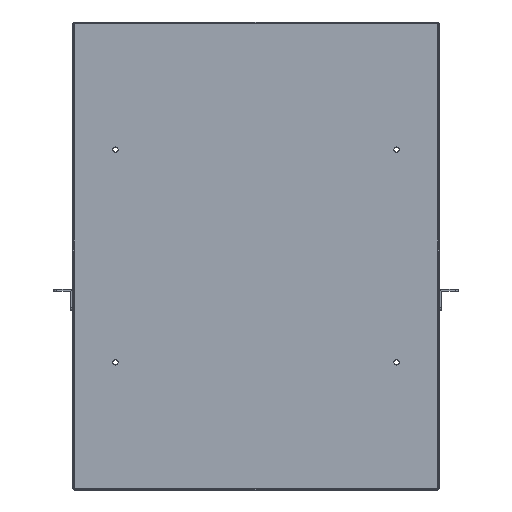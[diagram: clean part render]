
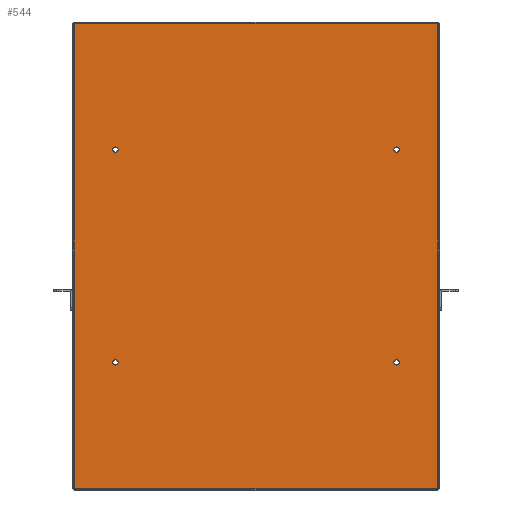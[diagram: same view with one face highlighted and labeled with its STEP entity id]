
A CAD part, top view. The second image highlights one B-rep face of the part: STEP entity #544.
In plain terms, the highlighted planar face has unit normal (0, 0, 1).
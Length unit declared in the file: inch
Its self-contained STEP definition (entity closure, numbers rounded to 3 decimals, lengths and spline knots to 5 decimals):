
#17 = FACE_BOUND ( 'NONE', #2956, .T. ) ;
#27 = EDGE_LOOP ( 'NONE', ( #3030 ) ) ;
#85 = AXIS2_PLACEMENT_3D ( 'NONE', #1209, #607, #540 ) ;
#137 = EDGE_LOOP ( 'NONE', ( #348, #2295, #1651, #3393 ) ) ;
#169 = LINE ( 'NONE', #3736, #1075 ) ;
#317 = EDGE_CURVE ( 'NONE', #1944, #1944, #1768, .T. ) ;
#344 = CARTESIAN_POINT ( 'NONE',  ( 8.53923, 10.91423, 0.057 ) ) ;
#348 = ORIENTED_EDGE ( 'NONE', *, *, #2192, .T. ) ;
#368 = DIRECTION ( 'NONE',  ( 0., 0., -1. ) ) ;
#447 = CIRCLE ( 'NONE', #2396, 0.125 ) ;
#501 = EDGE_LOOP ( 'NONE', ( #2692 ) ) ;
#540 = DIRECTION ( 'NONE',  ( 1., 0., 0. ) ) ;
#544 = ADVANCED_FACE ( 'NONE', ( #1358, #3855, #2900, #2285, #17 ), #3288, .T. ) ;
#583 = AXIS2_PLACEMENT_3D ( 'NONE', #2095, #2028, #1800 ) ;
#607 = DIRECTION ( 'NONE',  ( 0., 0., -1. ) ) ;
#641 = CARTESIAN_POINT ( 'NONE',  ( 6.734, -5., 0.057 ) ) ;
#829 = ORIENTED_EDGE ( 'NONE', *, *, #1620, .T. ) ;
#956 = DIRECTION ( 'NONE',  ( 1., 0., 0. ) ) ;
#985 = CARTESIAN_POINT ( 'NONE',  ( -8.539, -11., 0.057 ) ) ;
#990 = VERTEX_POINT ( 'NONE', #3882 ) ;
#1018 = CARTESIAN_POINT ( 'NONE',  ( -8.53923, -10.91423, 0.057 ) ) ;
#1056 = AXIS2_PLACEMENT_3D ( 'NONE', #3834, #368, #1607 ) ;
#1075 = VECTOR ( 'NONE', #2149, 39.37008 ) ;
#1087 = CARTESIAN_POINT ( 'NONE',  ( 8.539, -11., 0.057 ) ) ;
#1209 = CARTESIAN_POINT ( 'NONE',  ( -6.609, 5., 0.057 ) ) ;
#1241 = VERTEX_POINT ( 'NONE', #3903 ) ;
#1322 = DIRECTION ( 'NONE',  ( 0., -1., 0. ) ) ;
#1358 = FACE_OUTER_BOUND ( 'NONE', #137, .T. ) ;
#1505 = VERTEX_POINT ( 'NONE', #1018 ) ;
#1549 = EDGE_CURVE ( 'NONE', #1505, #2284, #2303, .T. ) ;
#1607 = DIRECTION ( 'NONE',  ( 1., 0., 0. ) ) ;
#1620 = EDGE_CURVE ( 'NONE', #990, #990, #3800, .T. ) ;
#1639 = CARTESIAN_POINT ( 'NONE',  ( 8.53923, -10.91423, 0.057 ) ) ;
#1651 = ORIENTED_EDGE ( 'NONE', *, *, #3446, .T. ) ;
#1663 = ORIENTED_EDGE ( 'NONE', *, *, #317, .T. ) ;
#1768 = CIRCLE ( 'NONE', #85, 0.125 ) ;
#1800 = DIRECTION ( 'NONE',  ( 1., 0., 0. ) ) ;
#1944 = VERTEX_POINT ( 'NONE', #2885 ) ;
#1991 = DIRECTION ( 'NONE',  ( 0., 0., 1. ) ) ;
#2028 = DIRECTION ( 'NONE',  ( 0., 0., -1. ) ) ;
#2092 = EDGE_CURVE ( 'NONE', #4079, #1241, #169, .T. ) ;
#2095 = CARTESIAN_POINT ( 'NONE',  ( 6.609, -5., 0.057 ) ) ;
#2149 = DIRECTION ( 'NONE',  ( -1., 0., 0. ) ) ;
#2192 = EDGE_CURVE ( 'NONE', #1241, #1505, #2921, .T. ) ;
#2244 = CARTESIAN_POINT ( 'NONE',  ( -8.625, -10.914, 0.057 ) ) ;
#2284 = VERTEX_POINT ( 'NONE', #1639 ) ;
#2285 = FACE_BOUND ( 'NONE', #27, .T. ) ;
#2295 = ORIENTED_EDGE ( 'NONE', *, *, #1549, .T. ) ;
#2303 = LINE ( 'NONE', #2244, #2869 ) ;
#2329 = CIRCLE ( 'NONE', #583, 0.125 ) ;
#2373 = LINE ( 'NONE', #1087, #3990 ) ;
#2393 = DIRECTION ( 'NONE',  ( 0., 1., 0. ) ) ;
#2396 = AXIS2_PLACEMENT_3D ( 'NONE', #2829, #3769, #4059 ) ;
#2643 = DIRECTION ( 'NONE',  ( 1., 0., 0. ) ) ;
#2692 = ORIENTED_EDGE ( 'NONE', *, *, #3546, .T. ) ;
#2829 = CARTESIAN_POINT ( 'NONE',  ( -6.609, -5., 0.057 ) ) ;
#2869 = VECTOR ( 'NONE', #956, 39.37008 ) ;
#2885 = CARTESIAN_POINT ( 'NONE',  ( -6.484, 5., 0.057 ) ) ;
#2900 = FACE_BOUND ( 'NONE', #3595, .T. ) ;
#2921 = LINE ( 'NONE', #985, #3156 ) ;
#2930 = AXIS2_PLACEMENT_3D ( 'NONE', #3249, #1991, #2643 ) ;
#2956 = EDGE_LOOP ( 'NONE', ( #829 ) ) ;
#3030 = ORIENTED_EDGE ( 'NONE', *, *, #3847, .T. ) ;
#3156 = VECTOR ( 'NONE', #1322, 39.37008 ) ;
#3249 = CARTESIAN_POINT ( 'NONE',  ( -8.625, -11., 0.057 ) ) ;
#3288 = PLANE ( 'NONE',  #2930 ) ;
#3393 = ORIENTED_EDGE ( 'NONE', *, *, #2092, .T. ) ;
#3446 = EDGE_CURVE ( 'NONE', #2284, #4079, #2373, .T. ) ;
#3512 = VERTEX_POINT ( 'NONE', #641 ) ;
#3546 = EDGE_CURVE ( 'NONE', #3863, #3863, #447, .T. ) ;
#3573 = CARTESIAN_POINT ( 'NONE',  ( -6.484, -5., 0.057 ) ) ;
#3595 = EDGE_LOOP ( 'NONE', ( #1663 ) ) ;
#3736 = CARTESIAN_POINT ( 'NONE',  ( -8.625, 10.914, 0.057 ) ) ;
#3769 = DIRECTION ( 'NONE',  ( 0., 0., -1. ) ) ;
#3800 = CIRCLE ( 'NONE', #1056, 0.125 ) ;
#3834 = CARTESIAN_POINT ( 'NONE',  ( 6.609, 5., 0.057 ) ) ;
#3847 = EDGE_CURVE ( 'NONE', #3512, #3512, #2329, .T. ) ;
#3855 = FACE_BOUND ( 'NONE', #501, .T. ) ;
#3863 = VERTEX_POINT ( 'NONE', #3573 ) ;
#3882 = CARTESIAN_POINT ( 'NONE',  ( 6.734, 5., 0.057 ) ) ;
#3903 = CARTESIAN_POINT ( 'NONE',  ( -8.53923, 10.91423, 0.057 ) ) ;
#3990 = VECTOR ( 'NONE', #2393, 39.37008 ) ;
#4059 = DIRECTION ( 'NONE',  ( 1., 0., 0. ) ) ;
#4079 = VERTEX_POINT ( 'NONE', #344 ) ;
